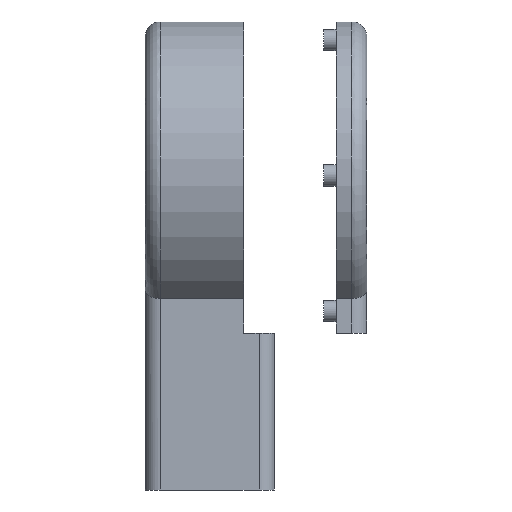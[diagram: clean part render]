
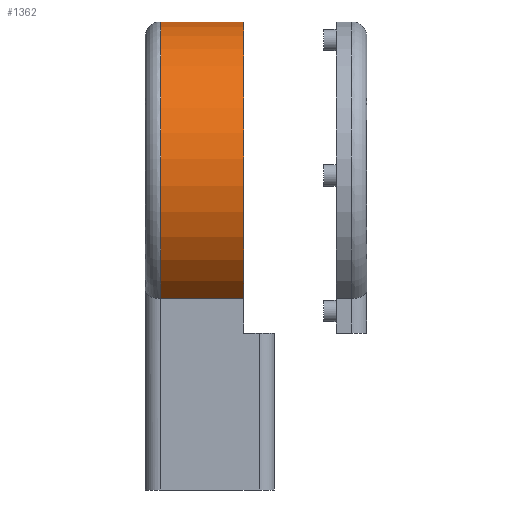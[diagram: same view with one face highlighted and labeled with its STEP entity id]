
A CAD part, front view. The second image highlights one B-rep face of the part: STEP entity #1362.
In plain terms, the highlighted cylindrical face has radius 25 mm (diameter 50 mm), a partial arc.
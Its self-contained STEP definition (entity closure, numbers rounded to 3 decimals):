
#134=FACE_OUTER_BOUND('',#233,.T.);
#233=EDGE_LOOP('',(#1033,#1034,#1035,#1036));
#341=LINE('',#2191,#443);
#350=LINE('',#2218,#452);
#443=VECTOR('',#1722,10.);
#452=VECTOR('',#1755,10.);
#532=CIRCLE('',#1464,25.);
#539=CIRCLE('',#1478,25.);
#620=VERTEX_POINT('',#2114);
#621=VERTEX_POINT('',#2116);
#627=VERTEX_POINT('',#2141);
#630=VERTEX_POINT('',#2162);
#747=EDGE_CURVE('',#620,#621,#532,.T.);
#765=EDGE_CURVE('',#630,#627,#539,.T.);
#772=EDGE_CURVE('',#627,#620,#341,.T.);
#785=EDGE_CURVE('',#630,#621,#350,.T.);
#1033=ORIENTED_EDGE('',*,*,#765,.F.);
#1034=ORIENTED_EDGE('',*,*,#785,.T.);
#1035=ORIENTED_EDGE('',*,*,#747,.F.);
#1036=ORIENTED_EDGE('',*,*,#772,.F.);
#1306=CYLINDRICAL_SURFACE('',#1496,25.);
#1362=ADVANCED_FACE('',(#134),#1306,.T.);
#1464=AXIS2_PLACEMENT_3D('',#2117,#1669,#1670);
#1478=AXIS2_PLACEMENT_3D('',#2177,#1706,#1707);
#1496=AXIS2_PLACEMENT_3D('',#2219,#1756,#1757);
#1669=DIRECTION('center_axis',(1.,0.,0.));
#1670=DIRECTION('ref_axis',(0.,1.,0.));
#1706=DIRECTION('center_axis',(-1.,0.,0.));
#1707=DIRECTION('ref_axis',(0.,0.,1.));
#1722=DIRECTION('',(1.,0.,0.));
#1755=DIRECTION('',(1.,0.,0.));
#1756=DIRECTION('center_axis',(1.,0.,0.));
#1757=DIRECTION('ref_axis',(0.,0.,1.));
#2114=CARTESIAN_POINT('',(8.5,15.,31.1));
#2116=CARTESIAN_POINT('',(8.5,-15.,31.1));
#2117=CARTESIAN_POINT('Origin',(8.5,0.,51.1));
#2141=CARTESIAN_POINT('',(-5.,15.,31.1));
#2162=CARTESIAN_POINT('',(-5.,-15.,31.1));
#2177=CARTESIAN_POINT('Origin',(-5.,0.,51.1));
#2191=CARTESIAN_POINT('',(0.,15.,31.1));
#2218=CARTESIAN_POINT('',(0.,-15.,31.1));
#2219=CARTESIAN_POINT('Origin',(0.,0.,51.1));
